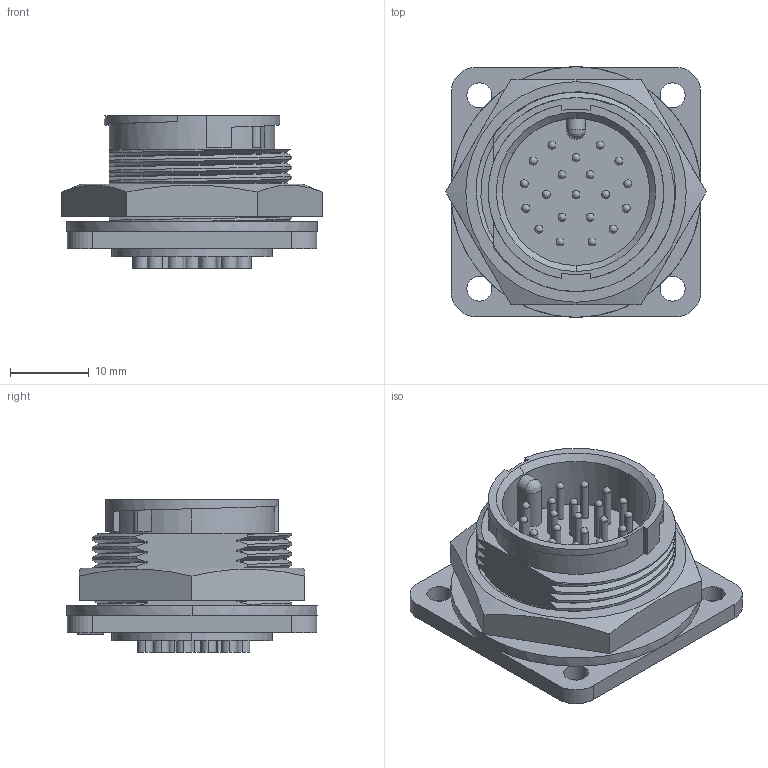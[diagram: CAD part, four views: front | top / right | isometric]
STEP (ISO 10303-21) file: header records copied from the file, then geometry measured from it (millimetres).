
FILE_DESCRIPTION (( 'STEP AP203' ), '1' );
FILE_NAME ('14280-20PG-300.STEP', '2013-10-01T19:55:34', ( 'J0FPBF1' ), ( '' ), 'SwSTEP 2.0', 'SolidWorks 2012', '' );
FILE_SCHEMA (( 'CONFIG_CONTROL_DESIGN' ));
Length unit declared in the file: inch
Products named in the file (1): 14280-20PG-300
Bounding box: 33 x 31.75 x 19.34 mm (x, y, z)
Volume: 7995.4 mm3; surface area: 6377.4 mm2
Topology: 2 solids, 2 shells, 297 faces, 806 edges, 516 vertices
Faces by surface type: cylinder 142, plane 97, bspline 54, cone 4
Entity records: 15998 total; most frequent: CARTESIAN_POINT 9148, ORIENTED_EDGE 1528, DIRECTION 1240, EDGE_CURVE 764, VERTEX_POINT 516, AXIS2_PLACEMENT_3D 465, EDGE_LOOP 352, LINE 310
